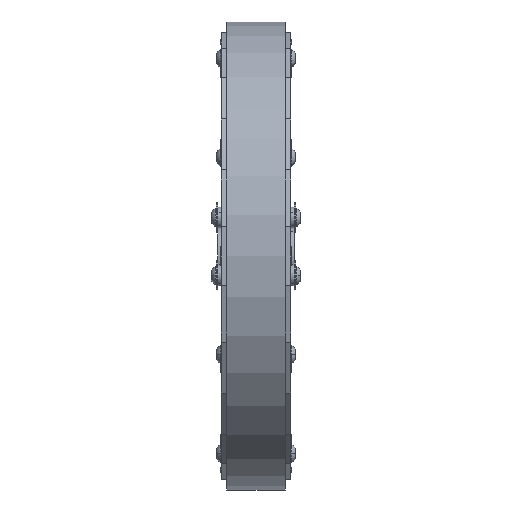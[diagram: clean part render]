
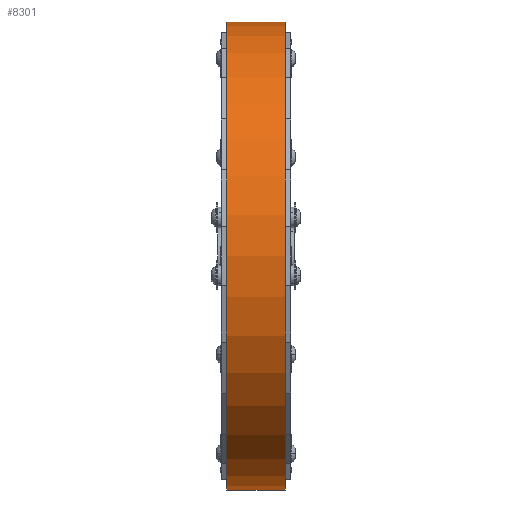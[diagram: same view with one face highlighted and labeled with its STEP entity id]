
A CAD part, left-side view. The second image highlights one B-rep face of the part: STEP entity #8301.
In plain terms, the highlighted cylindrical face has radius 101.6 mm (diameter 203.2 mm), a partial arc.
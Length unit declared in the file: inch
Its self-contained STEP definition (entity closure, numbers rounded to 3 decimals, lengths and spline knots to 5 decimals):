
#8123 = EDGE_LOOP ( 'NONE', ( #8161, #8162, #8163, #8164 ) ) ;
#8139 = EDGE_CURVE ( 'NONE', #8262, #8259, #11727, .T. ) ;
#8161 = ORIENTED_EDGE ( 'NONE', *, *, #8193, .F. ) ;
#8162 = ORIENTED_EDGE ( 'NONE', *, *, #8171, .F. ) ;
#8163 = ORIENTED_EDGE ( 'NONE', *, *, #8198, .T. ) ;
#8164 = ORIENTED_EDGE ( 'NONE', *, *, #8139, .T. ) ;
#8171 = EDGE_CURVE ( 'NONE', #8264, #8276, #11592, .T. ) ;
#8193 = EDGE_CURVE ( 'NONE', #8276, #8259, #12018, .T. ) ;
#8198 = EDGE_CURVE ( 'NONE', #8264, #8262, #11965, .T. ) ;
#8259 = VERTEX_POINT ( 'NONE', #11922 ) ;
#8262 = VERTEX_POINT ( 'NONE', #11916 ) ;
#8264 = VERTEX_POINT ( 'NONE', #11915 ) ;
#8276 = VERTEX_POINT ( 'NONE', #11897 ) ;
#8301 = ADVANCED_FACE ( 'NONE', ( #12318 ), #12296, .T. ) ;
#11591 = AXIS2_PLACEMENT_3D ( 'NONE', #11716, #11715, #11714 ) ;
#11592 = CIRCLE ( 'NONE', #11591, 4. ) ;
#11714 = DIRECTION ( 'NONE',  ( 0., 0., 1. ) ) ;
#11715 = DIRECTION ( 'NONE',  ( 0., 1., 0. ) ) ;
#11716 = CARTESIAN_POINT ( 'NONE',  ( 0., 0.5, 0. ) ) ;
#11723 = DIRECTION ( 'NONE',  ( 0., 0., 1. ) ) ;
#11724 = DIRECTION ( 'NONE',  ( 0., 1., 0. ) ) ;
#11725 = CARTESIAN_POINT ( 'NONE',  ( 0., -0.5, 0. ) ) ;
#11726 = AXIS2_PLACEMENT_3D ( 'NONE', #11725, #11724, #11723 ) ;
#11727 = CIRCLE ( 'NONE', #11726, 4. ) ;
#11897 = CARTESIAN_POINT ( 'NONE',  ( 0., 0.5, 4. ) ) ;
#11915 = CARTESIAN_POINT ( 'NONE',  ( 0., 0.5, -4. ) ) ;
#11916 = CARTESIAN_POINT ( 'NONE',  ( 0., -0.5, -4. ) ) ;
#11922 = CARTESIAN_POINT ( 'NONE',  ( 0., -0.5, 4. ) ) ;
#11958 = DIRECTION ( 'NONE',  ( 0., -1., 0. ) ) ;
#11959 = VECTOR ( 'NONE', #11958, 39.37008 ) ;
#11960 = CARTESIAN_POINT ( 'NONE',  ( 0., 0.5, -4. ) ) ;
#11965 = LINE ( 'NONE', #11960, #11959 ) ;
#12015 = DIRECTION ( 'NONE',  ( 0., -1., 0. ) ) ;
#12016 = VECTOR ( 'NONE', #12015, 39.37008 ) ;
#12017 = CARTESIAN_POINT ( 'NONE',  ( 0., 0.5, 4. ) ) ;
#12018 = LINE ( 'NONE', #12017, #12016 ) ;
#12250 = DIRECTION ( 'NONE',  ( 0., 0., -1. ) ) ;
#12251 = DIRECTION ( 'NONE',  ( 0., -1., 0. ) ) ;
#12252 = CARTESIAN_POINT ( 'NONE',  ( 0., 0.5, 0. ) ) ;
#12253 = AXIS2_PLACEMENT_3D ( 'NONE', #12252, #12251, #12250 ) ;
#12296 = CYLINDRICAL_SURFACE ( 'NONE', #12253, 4. ) ;
#12318 = FACE_OUTER_BOUND ( 'NONE', #8123, .T. ) ;
